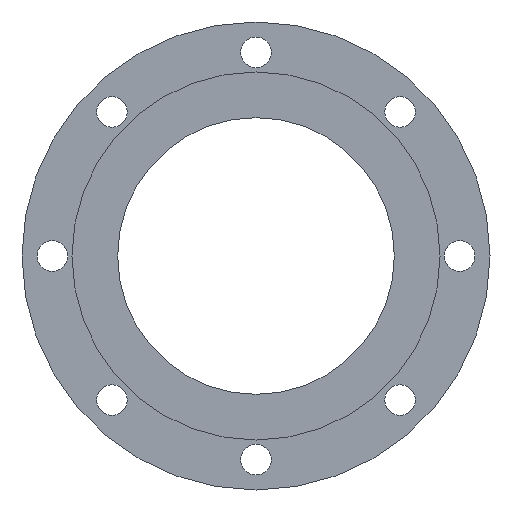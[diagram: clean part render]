
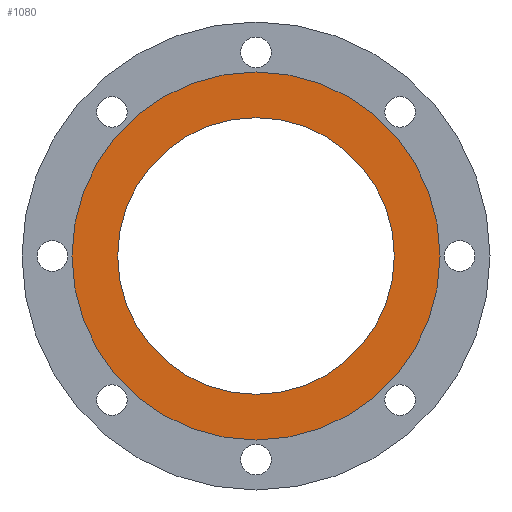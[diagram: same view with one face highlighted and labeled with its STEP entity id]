
A CAD part, front view. The second image highlights one B-rep face of the part: STEP entity #1080.
In plain terms, the highlighted planar face has unit normal (0, -1, 0).
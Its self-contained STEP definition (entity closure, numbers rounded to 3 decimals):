
#100 = VERTEX_POINT ( 'NONE', #406 ) ;
#140 = EDGE_CURVE ( 'NONE', #100, #1016, #692, .T. ) ;
#172 = ORIENTED_EDGE ( 'NONE', *, *, #666, .F. ) ;
#210 = CARTESIAN_POINT ( 'NONE',  ( 0., 0., 0. ) ) ;
#247 = CARTESIAN_POINT ( 'NONE',  ( 0., 0., 101.35 ) ) ;
#274 = DIRECTION ( 'NONE',  ( 0., 0., 1. ) ) ;
#278 = AXIS2_PLACEMENT_3D ( 'NONE', #210, #576, #503 ) ;
#300 = CIRCLE ( 'NONE', #989, 134.85 ) ;
#334 = PLANE ( 'NONE',  #792 ) ;
#338 = CIRCLE ( 'NONE', #278, 101.35 ) ;
#359 = EDGE_CURVE ( 'NONE', #745, #1066, #338, .T. ) ;
#381 = ORIENTED_EDGE ( 'NONE', *, *, #1184, .T. ) ;
#394 = EDGE_LOOP ( 'NONE', ( #172, #1107 ) ) ;
#406 = CARTESIAN_POINT ( 'NONE',  ( 0., 0., -134.85 ) ) ;
#465 = CARTESIAN_POINT ( 'NONE',  ( 0., 0., 0. ) ) ;
#470 = EDGE_LOOP ( 'NONE', ( #381, #1087 ) ) ;
#503 = DIRECTION ( 'NONE',  ( 0., 0., 1. ) ) ;
#536 = DIRECTION ( 'NONE',  ( 0., 1., 0. ) ) ;
#546 = CARTESIAN_POINT ( 'NONE',  ( 0., 0., -101.35 ) ) ;
#553 = DIRECTION ( 'NONE',  ( 0., 1., 0. ) ) ;
#576 = DIRECTION ( 'NONE',  ( 0., 1., 0. ) ) ;
#666 = EDGE_CURVE ( 'NONE', #1016, #100, #300, .T. ) ;
#692 = CIRCLE ( 'NONE', #809, 134.85 ) ;
#695 = DIRECTION ( 'NONE',  ( 0., 0., 1. ) ) ;
#705 = DIRECTION ( 'NONE',  ( 0., 0., -1. ) ) ;
#713 = CIRCLE ( 'NONE', #948, 101.35 ) ;
#745 = VERTEX_POINT ( 'NONE', #546 ) ;
#752 = CARTESIAN_POINT ( 'NONE',  ( 0., 0., 0. ) ) ;
#782 = DIRECTION ( 'NONE',  ( 0., 1., 0. ) ) ;
#792 = AXIS2_PLACEMENT_3D ( 'NONE', #247, #1092, #705 ) ;
#798 = CARTESIAN_POINT ( 'NONE',  ( 0., 0., 134.85 ) ) ;
#809 = AXIS2_PLACEMENT_3D ( 'NONE', #885, #782, #695 ) ;
#885 = CARTESIAN_POINT ( 'NONE',  ( 0., 0., 0. ) ) ;
#887 = FACE_OUTER_BOUND ( 'NONE', #394, .T. ) ;
#948 = AXIS2_PLACEMENT_3D ( 'NONE', #465, #536, #274 ) ;
#989 = AXIS2_PLACEMENT_3D ( 'NONE', #752, #553, #1024 ) ;
#1016 = VERTEX_POINT ( 'NONE', #798 ) ;
#1024 = DIRECTION ( 'NONE',  ( 0., 0., 1. ) ) ;
#1066 = VERTEX_POINT ( 'NONE', #1071 ) ;
#1071 = CARTESIAN_POINT ( 'NONE',  ( 0., 0., 101.35 ) ) ;
#1080 = ADVANCED_FACE ( 'NONE', ( #1180, #887 ), #334, .T. ) ;
#1087 = ORIENTED_EDGE ( 'NONE', *, *, #359, .T. ) ;
#1092 = DIRECTION ( 'NONE',  ( 0., -1., 0. ) ) ;
#1107 = ORIENTED_EDGE ( 'NONE', *, *, #140, .F. ) ;
#1180 = FACE_BOUND ( 'NONE', #470, .T. ) ;
#1184 = EDGE_CURVE ( 'NONE', #1066, #745, #713, .T. ) ;
